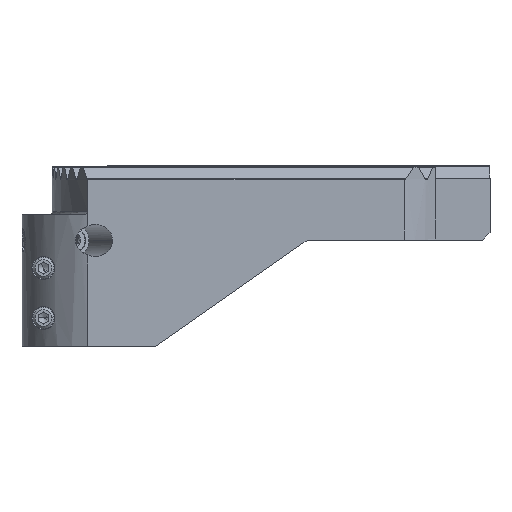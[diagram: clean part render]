
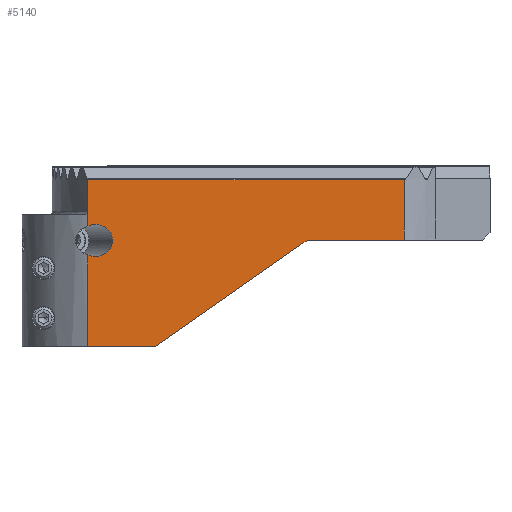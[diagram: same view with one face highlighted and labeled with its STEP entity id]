
A CAD part, front view. The second image highlights one B-rep face of the part: STEP entity #5140.
In plain terms, the highlighted planar face has unit normal (0, -1, 0).
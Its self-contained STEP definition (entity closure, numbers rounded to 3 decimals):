
#2446=VERTEX_POINT('NONE',#6929);
#2544=VERTEX_POINT('NONE',#7035);
#2894=VERTEX_POINT('NONE',#7424);
#2962=EDGE_CURVE('NONE',#6642,#2446,#7504,.T.);
#3300=VERTEX_POINT('NONE',#7887);
#3396=EDGE_CURVE('NONE',#3462,#2544,#7992,.T.);
#3462=VERTEX_POINT('NONE',#8066);
#3824=VERTEX_POINT('NONE',#8468);
#4222=EDGE_CURVE('NONE',#3300,#3824,#8897,.T.);
#4328=EDGE_CURVE('NONE',#3462,#2894,#9013,.T.);
#5140=ADVANCED_FACE('NONE',(#9890),#9891,.T.);
#5178=VERTEX_POINT('NONE',#9930);
#5480=EDGE_CURVE('NONE',#5178,#5862,#10258,.T.);
#5516=VERTEX_POINT('NONE',#10297);
#5558=EDGE_CURVE('NONE',#5862,#6642,#10343,.T.);
#5628=EDGE_CURVE('NONE',#2446,#5516,#10422,.T.);
#5862=VERTEX_POINT('NONE',#10673);
#5988=EDGE_CURVE('NONE',#2544,#3824,#10808,.T.);
#6002=EDGE_CURVE('NONE',#2894,#5178,#10823,.T.);
#6320=EDGE_CURVE('NONE',#5516,#3300,#11165,.T.);
#6642=VERTEX_POINT('NONE',#11520);
#6929=CARTESIAN_POINT('',(-23.584,-12.862,5.92));
#7035=CARTESIAN_POINT('',(-4.715,-12.862,-27.911));
#7424=CARTESIAN_POINT('',(39.492,-12.862,1.939));
#7504=LINE('',#12918,#12919);
#7887=CARTESIAN_POINT('',(-23.584,-12.862,-2.242));
#7992=LINE('',#13762,#13763);
#8066=CARTESIAN_POINT('',(36.624,-12.862,1.035));
#8468=CARTESIAN_POINT('',(-23.584,-12.862,-27.911));
#8897=LINE('',#15522,#15523);
#9013=CIRCLE('',#15732,5.0);
#9890=FACE_OUTER_BOUND('',#17373,.T.);
#9891=PLANE('',#17374);
#9930=CARTESIAN_POINT('',(65.051,-12.862,1.939));
#10258=LINE('',#18034,#18035);
#10297=CARTESIAN_POINT('',(-16.686,-12.862,1.839));
#10343=LINE('',#18233,#18234);
#10422=(B_SPLINE_CURVE(3,(#18351,#18352,#18353,#18354),.UNSPECIFIED.,.F.,.F.)B_SPLINE_CURVE_WITH_KNOTS((4,4),(1.136,3.142),.UNSPECIFIED.)RATIONAL_B_SPLINE_CURVE((1.0,0.692,0.692,1.0))BOUNDED_CURVE()REPRESENTATION_ITEM('')GEOMETRIC_REPRESENTATION_ITEM()CURVE());
#10673=CARTESIAN_POINT('',(65.051,-12.862,18.841));
#10808=LINE('',#19090,#19091);
#10823=LINE('',#19112,#19113);
#11165=(B_SPLINE_CURVE(3,(#19782,#19783,#19784,#19785),.UNSPECIFIED.,.F.,.F.)B_SPLINE_CURVE_WITH_KNOTS((4,4),(3.142,5.147),.UNSPECIFIED.)RATIONAL_B_SPLINE_CURVE((1.0,0.692,0.692,1.0))BOUNDED_CURVE()REPRESENTATION_ITEM('')GEOMETRIC_REPRESENTATION_ITEM()CURVE());
#11520=CARTESIAN_POINT('',(-23.584,-12.862,18.841));
#12918=CARTESIAN_POINT('',(-23.584,-12.862,22.839));
#12919=VECTOR('',#21561,1000.0);
#13762=CARTESIAN_POINT('',(71.892,-12.862,25.729));
#13763=VECTOR('',#22149,1000.0);
#15522=CARTESIAN_POINT('',(-23.584,-12.862,22.839));
#15523=VECTOR('',#23085,1000.0);
#15732=AXIS2_PLACEMENT_3D('',#23198,#23199,#23200);
#17373=EDGE_LOOP('',(#24033,#24034,#24035,#24036,#24037,#24038,#24039,#24040,#24041,#24042));
#17374=AXIS2_PLACEMENT_3D('',#24043,#24044,#24045);
#18034=CARTESIAN_POINT('',(65.051,-12.862,30.036));
#18035=VECTOR('',#24417,1000.0);
#18233=CARTESIAN_POINT('',(73.916,-12.862,18.841));
#18234=VECTOR('',#24523,1000.0);
#18351=CARTESIAN_POINT('',(-23.584,-12.862,5.92));
#18352=CARTESIAN_POINT('',(-20.009,-12.862,7.46));
#18353=CARTESIAN_POINT('',(-16.686,-12.862,5.494));
#18354=CARTESIAN_POINT('',(-16.686,-12.862,1.839));
#19090=CARTESIAN_POINT('',(-42.084,-12.862,-27.911));
#19091=VECTOR('',#24979,1000.0);
#19112=CARTESIAN_POINT('',(39.492,-12.862,1.939));
#19113=VECTOR('',#24993,1000.0);
#19782=CARTESIAN_POINT('',(-16.686,-12.862,1.839));
#19783=CARTESIAN_POINT('',(-16.686,-12.862,-1.816));
#19784=CARTESIAN_POINT('',(-20.009,-12.862,-3.782));
#19785=CARTESIAN_POINT('',(-23.584,-12.862,-2.242));
#21561=DIRECTION('',(0.,0.0,-1.0));
#22149=DIRECTION('',(-0.819,0.,-0.574));
#23085=DIRECTION('',(0.,0.0,-1.0));
#23198=CARTESIAN_POINT('',(39.492,-12.862,-3.061));
#23199=DIRECTION('',(-0.0,1.0,0.0));
#23200=DIRECTION('',(1.0,0.0,0.0));
#24033=ORIENTED_EDGE('',*,*,#2962,.T.);
#24034=ORIENTED_EDGE('',*,*,#5628,.T.);
#24035=ORIENTED_EDGE('',*,*,#6320,.T.);
#24036=ORIENTED_EDGE('',*,*,#4222,.T.);
#24037=ORIENTED_EDGE('',*,*,#5988,.F.);
#24038=ORIENTED_EDGE('',*,*,#3396,.F.);
#24039=ORIENTED_EDGE('',*,*,#4328,.T.);
#24040=ORIENTED_EDGE('',*,*,#6002,.T.);
#24041=ORIENTED_EDGE('',*,*,#5480,.T.);
#24042=ORIENTED_EDGE('',*,*,#5558,.T.);
#24043=CARTESIAN_POINT('',(73.916,-12.862,22.839));
#24044=DIRECTION('',(0.0,-1.0,0.));
#24045=DIRECTION('',(0.0,0.,1.0));
#24417=DIRECTION('',(0.0,-0.0,1.0));
#24523=DIRECTION('',(-1.0,0.0,0.0));
#24979=DIRECTION('',(-1.0,0.,0.));
#24993=DIRECTION('',(1.0,0.0,0.));
